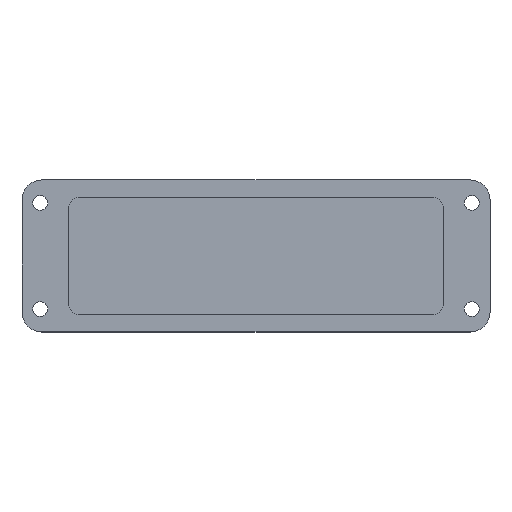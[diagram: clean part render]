
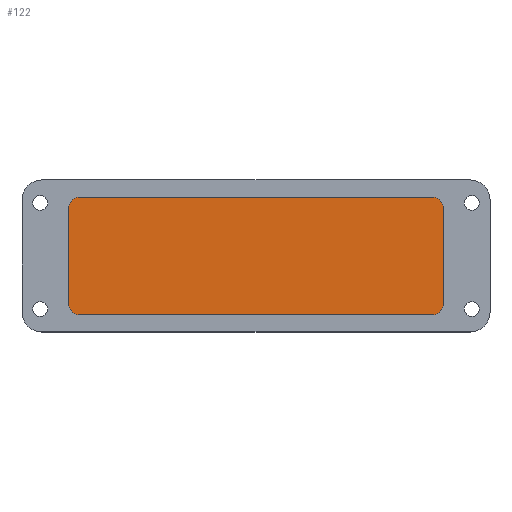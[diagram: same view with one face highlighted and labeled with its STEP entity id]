
A CAD part, top view. The second image highlights one B-rep face of the part: STEP entity #122.
In plain terms, the highlighted planar face has unit normal (0, 0, 1).
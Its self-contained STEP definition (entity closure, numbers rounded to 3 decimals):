
#58=PLANE('',#861);
#122=ADVANCED_FACE('',(#171),#58,.F.);
#171=FACE_OUTER_BOUND('',#227,.T.);
#227=EDGE_LOOP('',(#556,#557,#558,#559,#560,#561,#562,#563));
#246=LINE('',#1169,#310);
#250=LINE('',#1181,#314);
#254=LINE('',#1193,#318);
#258=LINE('',#1205,#322);
#310=VECTOR('',#946,1.);
#314=VECTOR('',#958,1.);
#318=VECTOR('',#970,1.);
#322=VECTOR('',#982,1.);
#556=ORIENTED_EDGE('',*,*,#668,.T.);
#557=ORIENTED_EDGE('',*,*,#690,.T.);
#558=ORIENTED_EDGE('',*,*,#687,.T.);
#559=ORIENTED_EDGE('',*,*,#684,.T.);
#560=ORIENTED_EDGE('',*,*,#681,.T.);
#561=ORIENTED_EDGE('',*,*,#678,.T.);
#562=ORIENTED_EDGE('',*,*,#675,.T.);
#563=ORIENTED_EDGE('',*,*,#672,.T.);
#588=VERTEX_POINT('',#1161);
#589=VERTEX_POINT('',#1162);
#592=VERTEX_POINT('',#1170);
#594=VERTEX_POINT('',#1176);
#596=VERTEX_POINT('',#1182);
#598=VERTEX_POINT('',#1188);
#600=VERTEX_POINT('',#1194);
#602=VERTEX_POINT('',#1200);
#668=EDGE_CURVE('',#588,#589,#756,.T.);
#672=EDGE_CURVE('',#592,#588,#246,.T.);
#675=EDGE_CURVE('',#594,#592,#758,.T.);
#678=EDGE_CURVE('',#596,#594,#250,.T.);
#681=EDGE_CURVE('',#598,#596,#760,.T.);
#684=EDGE_CURVE('',#600,#598,#254,.T.);
#687=EDGE_CURVE('',#602,#600,#762,.T.);
#690=EDGE_CURVE('',#589,#602,#258,.T.);
#756=CIRCLE('',#810,3.5);
#758=CIRCLE('',#814,3.5);
#760=CIRCLE('',#818,3.5);
#762=CIRCLE('',#822,3.5);
#810=AXIS2_PLACEMENT_3D('',#1160,#938,#939);
#814=AXIS2_PLACEMENT_3D('',#1175,#951,#952);
#818=AXIS2_PLACEMENT_3D('',#1187,#963,#964);
#822=AXIS2_PLACEMENT_3D('',#1199,#975,#976);
#861=AXIS2_PLACEMENT_3D('',#1307,#1088,#1089);
#938=DIRECTION('',(0.,0.,1.));
#939=DIRECTION('',(1.,0.,0.));
#946=DIRECTION('',(-1.,0.,0.));
#951=DIRECTION('',(0.,0.,1.));
#952=DIRECTION('',(1.,0.,0.));
#958=DIRECTION('',(0.,1.,0.));
#963=DIRECTION('',(0.,0.,1.));
#964=DIRECTION('',(1.,0.,0.));
#970=DIRECTION('',(1.,0.,0.));
#975=DIRECTION('',(0.,0.,1.));
#976=DIRECTION('',(1.,0.,0.));
#982=DIRECTION('',(0.,-1.,0.));
#1088=DIRECTION('',(0.,0.,-1.));
#1089=DIRECTION('',(0.,1.,0.));
#1160=CARTESIAN_POINT('',(-53.,14.25,1.5));
#1161=CARTESIAN_POINT('',(-53.,17.75,1.5));
#1162=CARTESIAN_POINT('',(-56.5,14.25,1.5));
#1169=CARTESIAN_POINT('',(-64.5,17.75,1.5));
#1170=CARTESIAN_POINT('',(53.,17.75,1.5));
#1175=CARTESIAN_POINT('',(53.,14.25,1.5));
#1176=CARTESIAN_POINT('',(56.5,14.25,1.5));
#1181=CARTESIAN_POINT('',(56.5,-16.9,1.5));
#1182=CARTESIAN_POINT('',(56.5,-14.25,1.5));
#1187=CARTESIAN_POINT('',(53.,-14.25,1.5));
#1188=CARTESIAN_POINT('',(53.,-17.75,1.5));
#1193=CARTESIAN_POINT('',(-64.5,-17.75,1.5));
#1194=CARTESIAN_POINT('',(-53.,-17.75,1.5));
#1199=CARTESIAN_POINT('',(-53.,-14.25,1.5));
#1200=CARTESIAN_POINT('',(-56.5,-14.25,1.5));
#1205=CARTESIAN_POINT('',(-56.5,-16.9,1.5));
#1307=CARTESIAN_POINT('',(-65.,16.,1.5));
